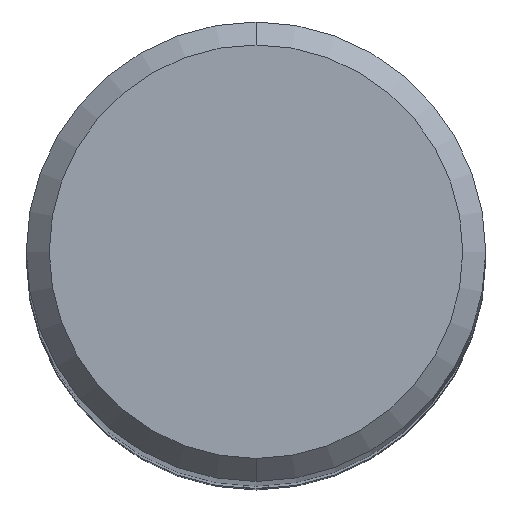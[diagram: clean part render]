
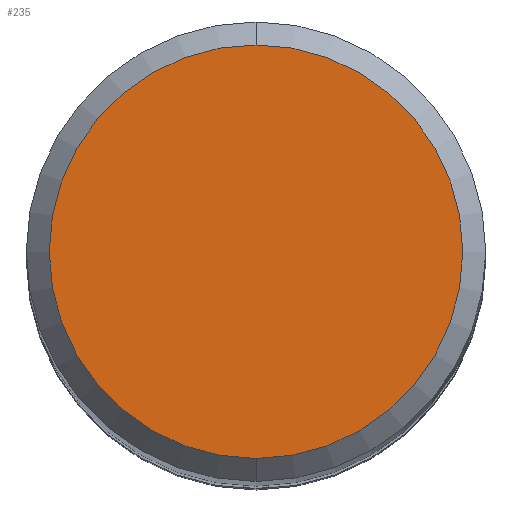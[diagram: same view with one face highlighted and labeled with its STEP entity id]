
A CAD part, top view. The second image highlights one B-rep face of the part: STEP entity #235.
In plain terms, the highlighted planar face has unit normal (0, 0, 1).
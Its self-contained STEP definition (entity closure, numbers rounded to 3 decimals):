
#235=ADVANCED_FACE('',(#574),#575,.T.);
#255=EDGE_CURVE('',#449,#447,#595,.T.);
#423=EDGE_CURVE('',#447,#449,#782,.T.);
#447=VERTEX_POINT('',#808);
#449=VERTEX_POINT('',#810);
#574=FACE_OUTER_BOUND('',#994,.T.);
#575=PLANE('',#995);
#595=CIRCLE('',#1059,5.4);
#782=CIRCLE('',#1376,5.4);
#808=CARTESIAN_POINT('',(0.,-5.4,0.0));
#810=CARTESIAN_POINT('',(0.0,5.4,0.0));
#994=EDGE_LOOP('',(#1686,#1687));
#995=AXIS2_PLACEMENT_3D('',#1688,#1689,#1690);
#1059=AXIS2_PLACEMENT_3D('',#1694,#1695,#1696);
#1376=AXIS2_PLACEMENT_3D('',#1916,#1917,#1918);
#1686=ORIENTED_EDGE('',*,*,#255,.F.);
#1687=ORIENTED_EDGE('',*,*,#423,.F.);
#1688=CARTESIAN_POINT('',(0.0,2.7,0.0));
#1689=DIRECTION('',(-0.0,0.0,1.0));
#1690=DIRECTION('',(0.0,-1.0,0.0));
#1694=CARTESIAN_POINT('',(0.0,0.0,0.0));
#1695=DIRECTION('',(0.0,0.0,-1.0));
#1696=DIRECTION('',(0.0,1.0,0.0));
#1916=CARTESIAN_POINT('',(0.0,0.0,0.0));
#1917=DIRECTION('',(0.0,0.0,-1.0));
#1918=DIRECTION('',(0.0,1.0,0.0));
